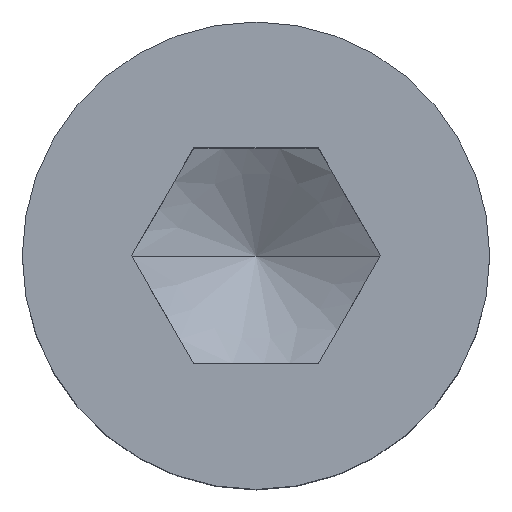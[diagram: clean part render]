
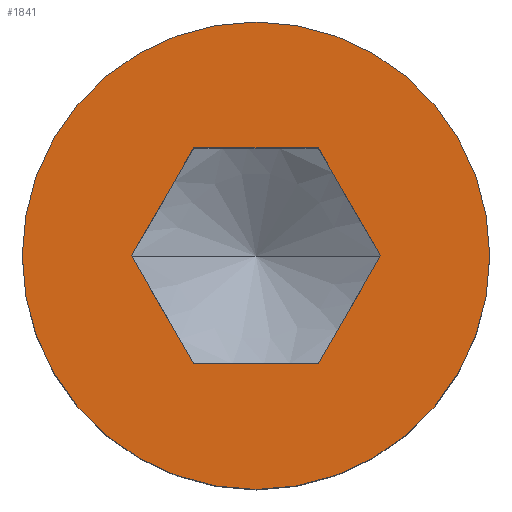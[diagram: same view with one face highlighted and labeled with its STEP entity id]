
A CAD part, top view. The second image highlights one B-rep face of the part: STEP entity #1841.
In plain terms, the highlighted planar face has unit normal (0, 0, 1).
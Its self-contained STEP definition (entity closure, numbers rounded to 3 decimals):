
#695=EDGE_CURVE('',#1009,#1209,#2005,.T.);
#863=VERTEX_POINT('',#2194);
#895=VERTEX_POINT('',#2229);
#1009=VERTEX_POINT('',#2353);
#1079=VERTEX_POINT('',#2433);
#1209=VERTEX_POINT('',#2576);
#1223=EDGE_CURVE('',#863,#895,#2592,.T.);
#1335=VERTEX_POINT('',#2719);
#1339=EDGE_CURVE('',#1759,#1079,#2723,.T.);
#1501=EDGE_CURVE('',#1737,#1009,#2903,.T.);
#1503=EDGE_CURVE('',#895,#1335,#2905,.T.);
#1737=VERTEX_POINT('',#3165);
#1745=EDGE_CURVE('',#1209,#863,#3173,.T.);
#1759=VERTEX_POINT('',#3188);
#1773=EDGE_CURVE('',#1079,#1759,#3204,.T.);
#1841=ADVANCED_FACE('',(#3279,#3280),#3281,.T.);
#1943=EDGE_CURVE('',#1335,#1737,#3398,.T.);
#2005=LINE('',#3463,#3464);
#2194=CARTESIAN_POINT('',(-3.464,0.0,8.));
#2229=CARTESIAN_POINT('',(-1.732,3.0,8.));
#2353=CARTESIAN_POINT('',(1.732,-3.0,8.));
#2433=CARTESIAN_POINT('',(6.5,0.,8.));
#2576=CARTESIAN_POINT('',(-1.732,-3.0,8.));
#2592=LINE('',#4314,#4315);
#2719=CARTESIAN_POINT('',(1.732,3.0,8.));
#2723=CIRCLE('',#4495,6.5);
#2903=LINE('',#4771,#4772);
#2905=LINE('',#4775,#4776);
#3165=CARTESIAN_POINT('',(3.464,0.0,8.));
#3173=LINE('',#5152,#5153);
#3188=CARTESIAN_POINT('',(-6.5,0.,8.));
#3204=CIRCLE('',#5202,6.5);
#3279=FACE_BOUND('',#5297,.T.);
#3280=FACE_OUTER_BOUND('',#5298,.T.);
#3281=PLANE('',#5299);
#3398=LINE('',#5460,#5461);
#3463=CARTESIAN_POINT('',(-0.866,-3.0,8.));
#3464=VECTOR('',#5523,1.0);
#4314=CARTESIAN_POINT('',(-2.165,2.25,8.));
#4315=VECTOR('',#6156,1.0);
#4495=AXIS2_PLACEMENT_3D('',#6306,#6307,#6308);
#4771=CARTESIAN_POINT('',(2.165,-2.25,8.));
#4772=VECTOR('',#6511,1.0);
#4775=CARTESIAN_POINT('',(0.866,3.0,8.));
#4776=VECTOR('',#6512,1.0);
#5152=CARTESIAN_POINT('',(-3.031,-0.75,8.));
#5153=VECTOR('',#6837,1.0);
#5202=AXIS2_PLACEMENT_3D('',#6868,#6869,#6870);
#5297=EDGE_LOOP('',(#6968,#6969,#6970,#6971,#6972,#6973));
#5298=EDGE_LOOP('',(#6974,#6975));
#5299=AXIS2_PLACEMENT_3D('',#6976,#6977,#6978);
#5460=CARTESIAN_POINT('',(3.031,0.75,8.));
#5461=VECTOR('',#7132,1.0);
#5523=DIRECTION('',(-1.0,0.0,0.0));
#6156=DIRECTION('',(0.5,0.866,0.0));
#6306=CARTESIAN_POINT('',(0.,0.,8.));
#6307=DIRECTION('',(0.0,0.0,1.0));
#6308=DIRECTION('',(-1.0,0.,0.0));
#6511=DIRECTION('',(-0.5,-0.866,0.0));
#6512=DIRECTION('',(1.0,0.0,0.0));
#6837=DIRECTION('',(-0.5,0.866,0.0));
#6868=CARTESIAN_POINT('',(0.,0.,8.));
#6869=DIRECTION('',(0.0,0.0,1.0));
#6870=DIRECTION('',(-1.0,0.,0.0));
#6968=ORIENTED_EDGE('',*,*,#1745,.T.);
#6969=ORIENTED_EDGE('',*,*,#1223,.T.);
#6970=ORIENTED_EDGE('',*,*,#1503,.T.);
#6971=ORIENTED_EDGE('',*,*,#1943,.T.);
#6972=ORIENTED_EDGE('',*,*,#1501,.T.);
#6973=ORIENTED_EDGE('',*,*,#695,.T.);
#6974=ORIENTED_EDGE('',*,*,#1339,.T.);
#6975=ORIENTED_EDGE('',*,*,#1773,.T.);
#6976=CARTESIAN_POINT('',(-4.983,0.,8.));
#6977=DIRECTION('',(0.0,0.0,1.0));
#6978=DIRECTION('',(-1.0,0.,0.0));
#7132=DIRECTION('',(0.5,-0.866,0.0));
